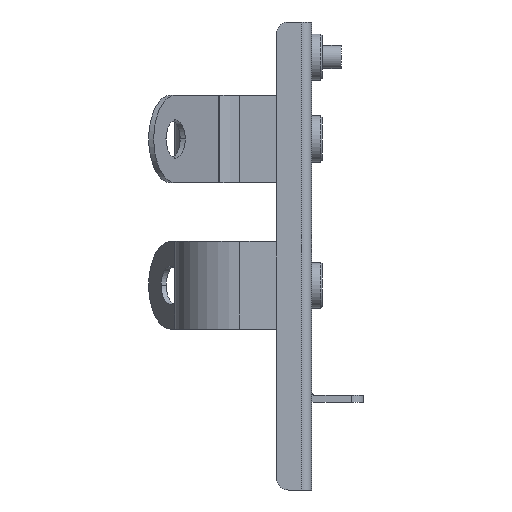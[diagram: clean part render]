
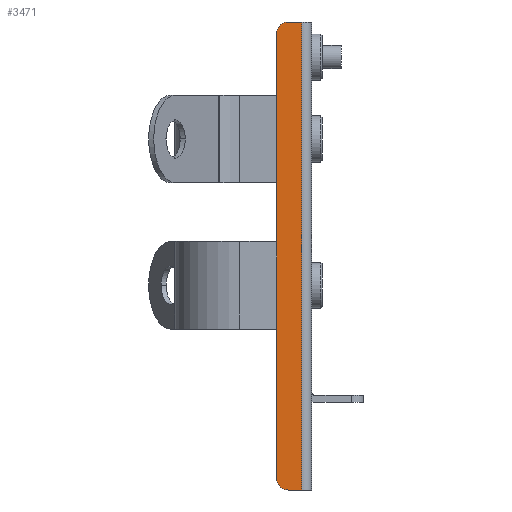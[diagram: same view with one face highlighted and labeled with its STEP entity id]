
A CAD part, left-side view. The second image highlights one B-rep face of the part: STEP entity #3471.
In plain terms, the highlighted planar face has unit normal (-1, 0, 0).
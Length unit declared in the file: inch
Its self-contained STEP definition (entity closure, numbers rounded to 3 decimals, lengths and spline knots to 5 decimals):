
#32 = AXIS2_PLACEMENT_3D ( 'NONE', #14388, #19105, #9684 ) ;
#86 = LINE ( 'NONE', #15971, #2564 ) ;
#856 = LINE ( 'NONE', #14191, #14853 ) ;
#870 = DIRECTION ( 'NONE',  ( 0., 0., -1. ) ) ;
#1122 = CARTESIAN_POINT ( 'NONE',  ( 0.01575, 0.23622, -3.07087 ) ) ;
#1233 = VERTEX_POINT ( 'NONE', #5672 ) ;
#1315 = ORIENTED_EDGE ( 'NONE', *, *, #14299, .T. ) ;
#1785 = EDGE_CURVE ( 'NONE', #14656, #9893, #856, .T. ) ;
#2011 = VERTEX_POINT ( 'NONE', #16410 ) ;
#2564 = VECTOR ( 'NONE', #17560, 39.37008 ) ;
#2813 = VERTEX_POINT ( 'NONE', #20286 ) ;
#3471 = ADVANCED_FACE ( 'NONE', ( #15771 ), #6530, .T. ) ;
#3578 = ORIENTED_EDGE ( 'NONE', *, *, #1785, .T. ) ;
#4373 = CARTESIAN_POINT ( 'NONE',  ( 0.01575, 0.23622, -0.07874 ) ) ;
#4947 = ORIENTED_EDGE ( 'NONE', *, *, #18262, .F. ) ;
#5009 = DIRECTION ( 'NONE',  ( 0., 0., 1. ) ) ;
#5672 = CARTESIAN_POINT ( 'NONE',  ( 0.01575, 0.06693, 0. ) ) ;
#6530 = PLANE ( 'NONE',  #13385 ) ;
#6854 = VECTOR ( 'NONE', #870, 39.37008 ) ;
#7740 = CIRCLE ( 'NONE', #32, 0.07874 ) ;
#9355 = VERTEX_POINT ( 'NONE', #18317 ) ;
#9570 = DIRECTION ( 'NONE',  ( -1., 0., 0. ) ) ;
#9684 = DIRECTION ( 'NONE',  ( 0., 0., 1. ) ) ;
#9716 = LINE ( 'NONE', #18120, #15067 ) ;
#9893 = VERTEX_POINT ( 'NONE', #1122 ) ;
#10167 = CARTESIAN_POINT ( 'NONE',  ( 0.01575, 0.15748, -3.07087 ) ) ;
#10233 = CARTESIAN_POINT ( 'NONE',  ( 0.01575, 0.06693, -3.14961 ) ) ;
#10435 = DIRECTION ( 'NONE',  ( 0., 0., 1. ) ) ;
#10793 = LINE ( 'NONE', #10233, #6854 ) ;
#11107 = ORIENTED_EDGE ( 'NONE', *, *, #16503, .T. ) ;
#12437 = ORIENTED_EDGE ( 'NONE', *, *, #13938, .T. ) ;
#12943 = CARTESIAN_POINT ( 'NONE',  ( 0.01575, 0., 0. ) ) ;
#13181 = EDGE_LOOP ( 'NONE', ( #12437, #4947, #1315, #11107, #3578, #18047 ) ) ;
#13353 = EDGE_CURVE ( 'NONE', #9893, #9355, #17594, .T. ) ;
#13385 = AXIS2_PLACEMENT_3D ( 'NONE', #12943, #9570, #5009 ) ;
#13938 = EDGE_CURVE ( 'NONE', #9355, #2813, #9716, .T. ) ;
#14191 = CARTESIAN_POINT ( 'NONE',  ( 0.01575, 0.23622, 0. ) ) ;
#14299 = EDGE_CURVE ( 'NONE', #1233, #2011, #86, .T. ) ;
#14388 = CARTESIAN_POINT ( 'NONE',  ( 0.01575, 0.15748, -0.07874 ) ) ;
#14656 = VERTEX_POINT ( 'NONE', #4373 ) ;
#14853 = VECTOR ( 'NONE', #17388, 39.37008 ) ;
#15067 = VECTOR ( 'NONE', #16476, 39.37008 ) ;
#15771 = FACE_OUTER_BOUND ( 'NONE', #13181, .T. ) ;
#15971 = CARTESIAN_POINT ( 'NONE',  ( 0.01575, 0.02362, 0. ) ) ;
#16410 = CARTESIAN_POINT ( 'NONE',  ( 0.01575, 0.15748, 0. ) ) ;
#16476 = DIRECTION ( 'NONE',  ( 0., -1., 0. ) ) ;
#16503 = EDGE_CURVE ( 'NONE', #2011, #14656, #7740, .T. ) ;
#17388 = DIRECTION ( 'NONE',  ( 0., 0., -1. ) ) ;
#17560 = DIRECTION ( 'NONE',  ( 0., 1., 0. ) ) ;
#17594 = CIRCLE ( 'NONE', #18164, 0.07874 ) ;
#18047 = ORIENTED_EDGE ( 'NONE', *, *, #13353, .T. ) ;
#18120 = CARTESIAN_POINT ( 'NONE',  ( 0.01575, 0.02362, -3.14961 ) ) ;
#18164 = AXIS2_PLACEMENT_3D ( 'NONE', #10167, #18250, #10435 ) ;
#18250 = DIRECTION ( 'NONE',  ( -1., 0., 0. ) ) ;
#18262 = EDGE_CURVE ( 'NONE', #1233, #2813, #10793, .T. ) ;
#18317 = CARTESIAN_POINT ( 'NONE',  ( 0.01575, 0.15748, -3.14961 ) ) ;
#19105 = DIRECTION ( 'NONE',  ( -1., 0., 0. ) ) ;
#20286 = CARTESIAN_POINT ( 'NONE',  ( 0.01575, 0.06693, -3.14961 ) ) ;
